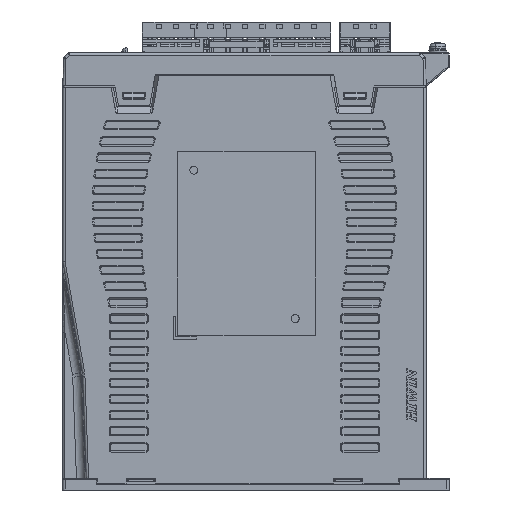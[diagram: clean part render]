
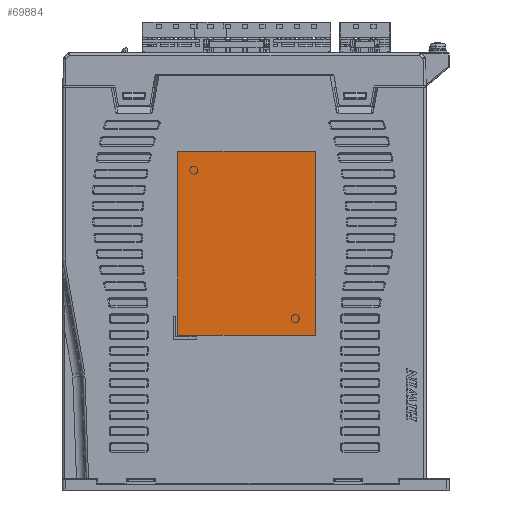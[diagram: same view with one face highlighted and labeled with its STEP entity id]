
A CAD part, left-side view. The second image highlights one B-rep face of the part: STEP entity #69884.
In plain terms, the highlighted planar face has unit normal (-1, 0, 0).
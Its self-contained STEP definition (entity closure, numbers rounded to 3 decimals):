
#2094 = ORIENTED_EDGE ( 'NONE', *, *, #47685, .F. ) ;
#9988 = CARTESIAN_POINT ( 'NONE',  ( -0.1, -25.428, 141.696 ) ) ;
#12821 = CARTESIAN_POINT ( 'NONE',  ( -0.1, 33.572, 141.696 ) ) ;
#14502 = ORIENTED_EDGE ( 'NONE', *, *, #73401, .T. ) ;
#16009 = ORIENTED_EDGE ( 'NONE', *, *, #103020, .T. ) ;
#18493 = CARTESIAN_POINT ( 'NONE',  ( -0.1, 33.572, 142.196 ) ) ;
#18908 = CARTESIAN_POINT ( 'NONE',  ( -0.1, 34.072, 142.196 ) ) ;
#19642 = DIRECTION ( 'NONE',  ( -1., 0., 0. ) ) ;
#20326 = EDGE_LOOP ( 'NONE', ( #152146, #92964, #2094, #16009, #187205, #163938, #104298, #14502 ) ) ;
#24468 = CARTESIAN_POINT ( 'NONE',  ( -0.1, -25.428, 142.196 ) ) ;
#25327 = LINE ( 'NONE', #18908, #206881 ) ;
#28704 = DIRECTION ( 'NONE',  ( 0., 1., 0. ) ) ;
#31256 = CARTESIAN_POINT ( 'NONE',  ( -0.1, -25.928, 62.196 ) ) ;
#31610 = DIRECTION ( 'NONE',  ( 0., 1., 0. ) ) ;
#36269 = LINE ( 'NONE', #36285, #223668 ) ;
#36285 = CARTESIAN_POINT ( 'NONE',  ( -0.1, -25.928, 142.196 ) ) ;
#41209 = AXIS2_PLACEMENT_3D ( 'NONE', #9988, #140890, #28704 ) ;
#47685 = EDGE_CURVE ( 'NONE', #240041, #173412, #25327, .T. ) ;
#49126 = DIRECTION ( 'NONE',  ( 0., 0., 1. ) ) ;
#50065 = PLANE ( 'NONE',  #200634 ) ;
#51788 = CIRCLE ( 'NONE', #225504, 0.5 ) ;
#53238 = CARTESIAN_POINT ( 'NONE',  ( -0.1, 33.572, 62.696 ) ) ;
#58986 = CIRCLE ( 'NONE', #41209, 0.5 ) ;
#62622 = CARTESIAN_POINT ( 'NONE',  ( -0.1, 34.072, 62.696 ) ) ;
#64757 = LINE ( 'NONE', #110447, #152643 ) ;
#68943 = DIRECTION ( 'NONE',  ( 0., 1., 0. ) ) ;
#69884 = ADVANCED_FACE ( 'NONE', ( #98584 ), #50065, .T. ) ;
#72121 = DIRECTION ( 'NONE',  ( 0., 1., 0. ) ) ;
#73401 = EDGE_CURVE ( 'NONE', #93576, #129612, #210601, .T. ) ;
#73734 = VECTOR ( 'NONE', #49126, 1000. ) ;
#92964 = ORIENTED_EDGE ( 'NONE', *, *, #219088, .T. ) ;
#93576 = VERTEX_POINT ( 'NONE', #178823 ) ;
#98584 = FACE_OUTER_BOUND ( 'NONE', #20326, .T. ) ;
#103020 = EDGE_CURVE ( 'NONE', #240041, #120468, #51788, .T. ) ;
#104298 = ORIENTED_EDGE ( 'NONE', *, *, #156882, .F. ) ;
#105932 = CARTESIAN_POINT ( 'NONE',  ( -0.1, 33.572, 62.196 ) ) ;
#107327 = EDGE_CURVE ( 'NONE', #109768, #211045, #236377, .T. ) ;
#109768 = VERTEX_POINT ( 'NONE', #62622 ) ;
#110447 = CARTESIAN_POINT ( 'NONE',  ( -0.1, 34.072, 62.196 ) ) ;
#120149 = EDGE_CURVE ( 'NONE', #198330, #129612, #36269, .T. ) ;
#120468 = VERTEX_POINT ( 'NONE', #214536 ) ;
#129612 = VERTEX_POINT ( 'NONE', #226795 ) ;
#131827 = CARTESIAN_POINT ( 'NONE',  ( -0.1, -25.428, 62.696 ) ) ;
#140890 = DIRECTION ( 'NONE',  ( -1., 0., 0. ) ) ;
#141823 = DIRECTION ( 'NONE',  ( -1., 0., 0. ) ) ;
#143143 = AXIS2_PLACEMENT_3D ( 'NONE', #53238, #184240, #72121 ) ;
#143802 = DIRECTION ( 'NONE',  ( -1., 0., 0. ) ) ;
#150660 = DIRECTION ( 'NONE',  ( 0., 1., 0. ) ) ;
#152146 = ORIENTED_EDGE ( 'NONE', *, *, #120149, .F. ) ;
#152643 = VECTOR ( 'NONE', #185756, 1000. ) ;
#156882 = EDGE_CURVE ( 'NONE', #93576, #211045, #64757, .T. ) ;
#161284 = CARTESIAN_POINT ( 'NONE',  ( -0.1, 34.072, 142.196 ) ) ;
#163938 = ORIENTED_EDGE ( 'NONE', *, *, #107327, .T. ) ;
#166355 = CARTESIAN_POINT ( 'NONE',  ( -0.1, -25.928, 141.696 ) ) ;
#167221 = DIRECTION ( 'NONE',  ( 0., 0., -1. ) ) ;
#173412 = VERTEX_POINT ( 'NONE', #24468 ) ;
#178823 = CARTESIAN_POINT ( 'NONE',  ( -0.1, -25.428, 62.196 ) ) ;
#179113 = LINE ( 'NONE', #161284, #73734 ) ;
#184240 = DIRECTION ( 'NONE',  ( -1., 0., 0. ) ) ;
#185756 = DIRECTION ( 'NONE',  ( 0., 1., 0. ) ) ;
#187205 = ORIENTED_EDGE ( 'NONE', *, *, #202272, .F. ) ;
#198330 = VERTEX_POINT ( 'NONE', #166355 ) ;
#200634 = AXIS2_PLACEMENT_3D ( 'NONE', #31256, #141823, #68943 ) ;
#202272 = EDGE_CURVE ( 'NONE', #109768, #120468, #179113, .T. ) ;
#206881 = VECTOR ( 'NONE', #224348, 1000. ) ;
#210601 = CIRCLE ( 'NONE', #237271, 0.5 ) ;
#211045 = VERTEX_POINT ( 'NONE', #105932 ) ;
#214536 = CARTESIAN_POINT ( 'NONE',  ( -0.1, 34.072, 141.696 ) ) ;
#219088 = EDGE_CURVE ( 'NONE', #198330, #173412, #58986, .T. ) ;
#223668 = VECTOR ( 'NONE', #167221, 1000. ) ;
#224348 = DIRECTION ( 'NONE',  ( 0., -1., 0. ) ) ;
#225504 = AXIS2_PLACEMENT_3D ( 'NONE', #12821, #143802, #31610 ) ;
#226795 = CARTESIAN_POINT ( 'NONE',  ( -0.1, -25.928, 62.696 ) ) ;
#236377 = CIRCLE ( 'NONE', #143143, 0.5 ) ;
#237271 = AXIS2_PLACEMENT_3D ( 'NONE', #131827, #19642, #150660 ) ;
#240041 = VERTEX_POINT ( 'NONE', #18493 ) ;
